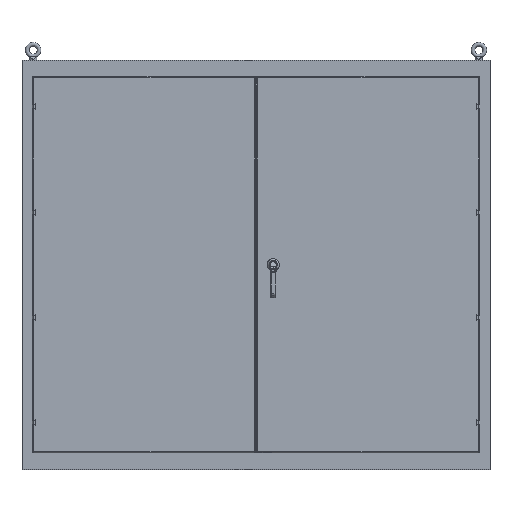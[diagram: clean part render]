
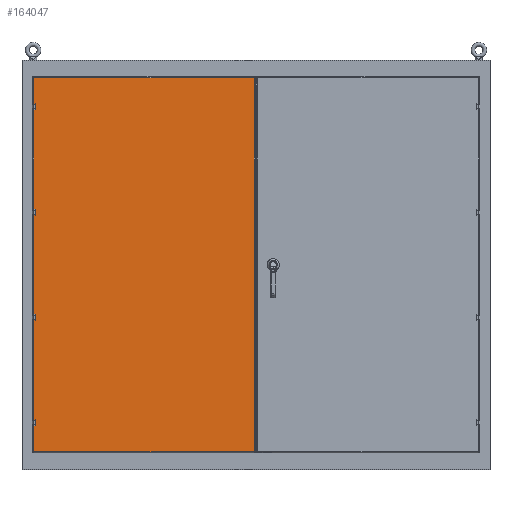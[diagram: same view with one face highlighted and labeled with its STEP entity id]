
A CAD part, top view. The second image highlights one B-rep face of the part: STEP entity #164047.
In plain terms, the highlighted planar face has unit normal (0, 0, 1).
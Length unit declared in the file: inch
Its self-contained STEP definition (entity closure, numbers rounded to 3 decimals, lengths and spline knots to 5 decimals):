
#5073 = DIRECTION ( 'NONE',  ( 0., 1., 0. ) ) ;
#12814 = CARTESIAN_POINT ( 'NONE',  ( -36.92815, -31.05315, 10.058 ) ) ;
#18097 = EDGE_CURVE ( 'NONE', #121485, #38195, #81714, .T. ) ;
#24527 = VECTOR ( 'NONE', #205042, 39.37008 ) ;
#27939 = EDGE_CURVE ( 'NONE', #171601, #121485, #71648, .T. ) ;
#35545 = EDGE_LOOP ( 'NONE', ( #90691, #86271, #125958, #102668 ) ) ;
#38195 = VERTEX_POINT ( 'NONE', #164325 ) ;
#46606 = CARTESIAN_POINT ( 'NONE',  ( 0., 31.05315, 10.058 ) ) ;
#48578 = FACE_OUTER_BOUND ( 'NONE', #35545, .T. ) ;
#49959 = DIRECTION ( 'NONE',  ( 1., 0., 0. ) ) ;
#58687 = CARTESIAN_POINT ( 'NONE',  ( -0.2906, 0., 10.058 ) ) ;
#71648 = LINE ( 'NONE', #138355, #24527 ) ;
#78194 = CARTESIAN_POINT ( 'NONE',  ( 0., 0., 10.058 ) ) ;
#81714 = LINE ( 'NONE', #199806, #170594 ) ;
#86271 = ORIENTED_EDGE ( 'NONE', *, *, #161640, .T. ) ;
#88220 = LINE ( 'NONE', #58687, #189240 ) ;
#90691 = ORIENTED_EDGE ( 'NONE', *, *, #191009, .T. ) ;
#98880 = DIRECTION ( 'NONE',  ( 0., 0., 1. ) ) ;
#102668 = ORIENTED_EDGE ( 'NONE', *, *, #18097, .T. ) ;
#113633 = CARTESIAN_POINT ( 'NONE',  ( -0.2906, 31.05315, 10.058 ) ) ;
#119539 = LINE ( 'NONE', #46606, #163507 ) ;
#121485 = VERTEX_POINT ( 'NONE', #12814 ) ;
#124219 = CARTESIAN_POINT ( 'NONE',  ( -36.92815, 31.05315, 10.058 ) ) ;
#125958 = ORIENTED_EDGE ( 'NONE', *, *, #27939, .T. ) ;
#138355 = CARTESIAN_POINT ( 'NONE',  ( -36.92815, 0., 10.058 ) ) ;
#142756 = VERTEX_POINT ( 'NONE', #113633 ) ;
#156452 = AXIS2_PLACEMENT_3D ( 'NONE', #78194, #98880, #165583 ) ;
#161314 = PLANE ( 'NONE',  #156452 ) ;
#161640 = EDGE_CURVE ( 'NONE', #142756, #171601, #119539, .T. ) ;
#163507 = VECTOR ( 'NONE', #182970, 39.37008 ) ;
#164047 = ADVANCED_FACE ( 'NONE', ( #48578 ), #161314, .T. ) ;
#164325 = CARTESIAN_POINT ( 'NONE',  ( -0.2906, -31.05315, 10.058 ) ) ;
#165583 = DIRECTION ( 'NONE',  ( 1., 0., 0. ) ) ;
#170594 = VECTOR ( 'NONE', #49959, 39.37008 ) ;
#171601 = VERTEX_POINT ( 'NONE', #124219 ) ;
#182970 = DIRECTION ( 'NONE',  ( -1., 0., 0. ) ) ;
#189240 = VECTOR ( 'NONE', #5073, 39.37008 ) ;
#191009 = EDGE_CURVE ( 'NONE', #38195, #142756, #88220, .T. ) ;
#199806 = CARTESIAN_POINT ( 'NONE',  ( 0., -31.05315, 10.058 ) ) ;
#205042 = DIRECTION ( 'NONE',  ( 0., -1., 0. ) ) ;
